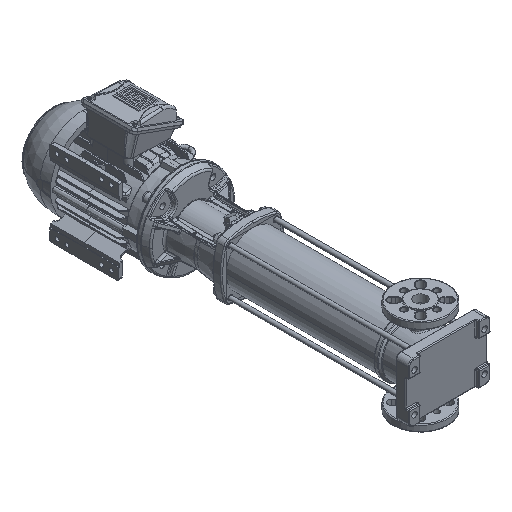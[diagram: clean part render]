
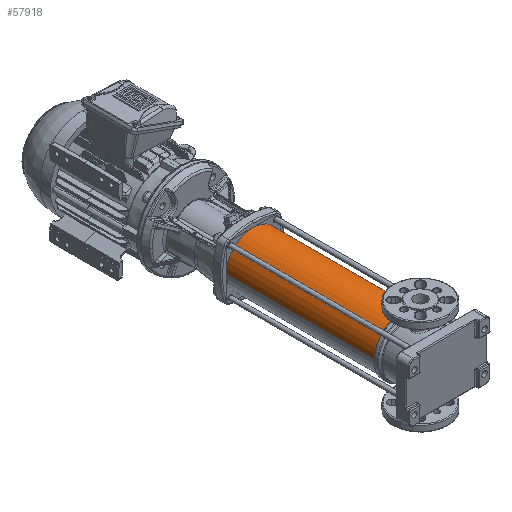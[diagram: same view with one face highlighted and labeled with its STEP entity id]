
A CAD part, isometric view. The second image highlights one B-rep face of the part: STEP entity #57918.
In plain terms, the highlighted cylindrical face has radius 68.75 mm (diameter 137.5 mm), a partial arc.
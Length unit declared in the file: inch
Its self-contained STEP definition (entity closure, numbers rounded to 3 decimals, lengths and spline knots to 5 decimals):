
#11341 = CARTESIAN_POINT ( 'NONE',  ( 0., 1.85827, 0. ) ) ;
#15576 = DIRECTION ( 'NONE',  ( 0., 1., 0. ) ) ;
#33106 = VERTEX_POINT ( 'NONE', #136657 ) ;
#35457 = LINE ( 'NONE', #97796, #147743 ) ;
#40816 = DIRECTION ( 'NONE',  ( 0., 0., 1. ) ) ;
#41602 = VERTEX_POINT ( 'NONE', #77326 ) ;
#49876 = ORIENTED_EDGE ( 'NONE', *, *, #123614, .F. ) ;
#50080 = CARTESIAN_POINT ( 'NONE',  ( 0., 1.54331, -2.70669 ) ) ;
#54248 = CYLINDRICAL_SURFACE ( 'NONE', #80144, 2.70669 ) ;
#57253 = EDGE_LOOP ( 'NONE', ( #49876, #85983, #132543, #102900 ) ) ;
#57918 = ADVANCED_FACE ( 'NONE', ( #101624 ), #54248, .T. ) ;
#58745 = VERTEX_POINT ( 'NONE', #101253 ) ;
#62976 = CARTESIAN_POINT ( 'NONE',  ( 0., 1.54331, 0. ) ) ;
#72577 = DIRECTION ( 'NONE',  ( 0., 1., 0. ) ) ;
#73775 = DIRECTION ( 'NONE',  ( 0., 1., 0. ) ) ;
#77326 = CARTESIAN_POINT ( 'NONE',  ( 0., 1.85827, 2.70669 ) ) ;
#80144 = AXIS2_PLACEMENT_3D ( 'NONE', #62976, #15576, #40816 ) ;
#82431 = DIRECTION ( 'NONE',  ( 0., -1., 0. ) ) ;
#85983 = ORIENTED_EDGE ( 'NONE', *, *, #145486, .F. ) ;
#87166 = LINE ( 'NONE', #50080, #149879 ) ;
#92053 = VERTEX_POINT ( 'NONE', #92999 ) ;
#92999 = CARTESIAN_POINT ( 'NONE',  ( 0., 1.85827, -2.70669 ) ) ;
#94554 = EDGE_CURVE ( 'NONE', #41602, #58745, #35457, .T. ) ;
#94895 = EDGE_CURVE ( 'NONE', #33106, #58745, #155470, .T. ) ;
#95301 = DIRECTION ( 'NONE',  ( 0., 1., 0. ) ) ;
#97796 = CARTESIAN_POINT ( 'NONE',  ( 0., 1.54331, 2.70669 ) ) ;
#99585 = CIRCLE ( 'NONE', #104657, 2.70669 ) ;
#101253 = CARTESIAN_POINT ( 'NONE',  ( 0., 16.94882, 2.70669 ) ) ;
#101624 = FACE_OUTER_BOUND ( 'NONE', #57253, .T. ) ;
#102900 = ORIENTED_EDGE ( 'NONE', *, *, #94895, .F. ) ;
#104657 = AXIS2_PLACEMENT_3D ( 'NONE', #11341, #82431, #132099 ) ;
#123614 = EDGE_CURVE ( 'NONE', #92053, #33106, #87166, .T. ) ;
#132099 = DIRECTION ( 'NONE',  ( 0., 0., 1. ) ) ;
#132543 = ORIENTED_EDGE ( 'NONE', *, *, #94554, .T. ) ;
#135225 = AXIS2_PLACEMENT_3D ( 'NONE', #142626, #95301, #141847 ) ;
#136657 = CARTESIAN_POINT ( 'NONE',  ( 0., 16.94882, -2.70669 ) ) ;
#141847 = DIRECTION ( 'NONE',  ( 0., 0., -1. ) ) ;
#142626 = CARTESIAN_POINT ( 'NONE',  ( 0., 16.94882, 0. ) ) ;
#145486 = EDGE_CURVE ( 'NONE', #41602, #92053, #99585, .T. ) ;
#147743 = VECTOR ( 'NONE', #72577, 39.37008 ) ;
#149879 = VECTOR ( 'NONE', #73775, 39.37008 ) ;
#155470 = CIRCLE ( 'NONE', #135225, 2.70669 ) ;
